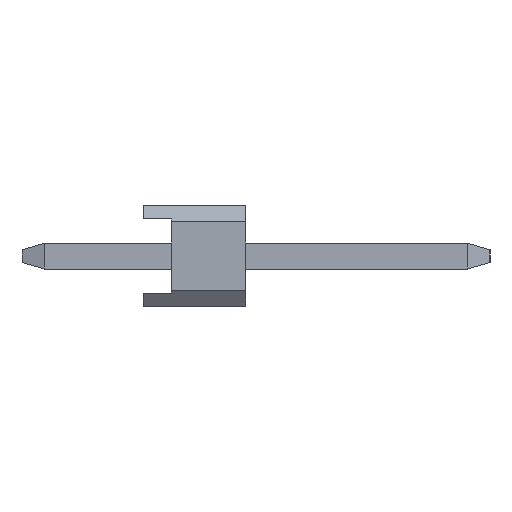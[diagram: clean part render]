
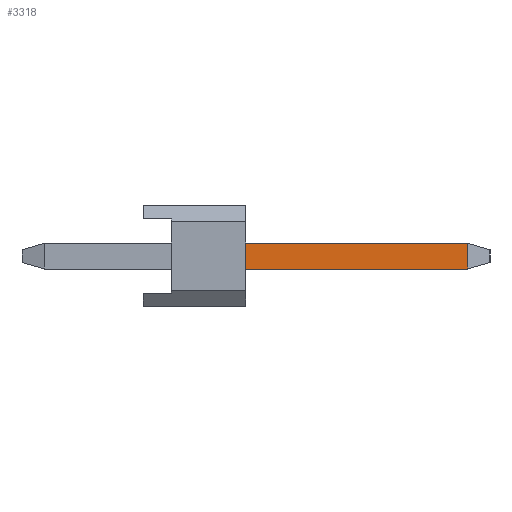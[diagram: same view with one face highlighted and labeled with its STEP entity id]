
A CAD part, left-side view. The second image highlights one B-rep face of the part: STEP entity #3318.
In plain terms, the highlighted planar face has unit normal (-1, 0, 0).
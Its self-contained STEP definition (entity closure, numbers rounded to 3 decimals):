
#2104=VERTEX_POINT('',#5523);
#2558=EDGE_CURVE('',#3808,#2104,#6029,.T.);
#3318=ADVANCED_FACE('',(#6870),#6871,.T.);
#3466=EDGE_CURVE('',#3924,#3808,#7035,.T.);
#3492=VERTEX_POINT('',#7064);
#3808=VERTEX_POINT('',#7428);
#3924=VERTEX_POINT('',#7554);
#4178=EDGE_CURVE('',#2104,#3492,#7826,.T.);
#4670=EDGE_CURVE('',#3492,#3924,#8364,.T.);
#5523=CARTESIAN_POINT('',(-13.02,-2.54,0.32));
#6029=LINE('',#10177,#10178);
#6870=FACE_OUTER_BOUND('',#11389,.T.);
#6871=PLANE('',#11390);
#7035=LINE('',#11635,#11636);
#7064=CARTESIAN_POINT('',(-13.02,-8.054,0.32));
#7428=CARTESIAN_POINT('',(-13.02,-2.54,-0.32));
#7554=CARTESIAN_POINT('',(-13.02,-8.054,-0.32));
#7826=LINE('',#12782,#12783);
#8364=LINE('',#13568,#13569);
#10177=CARTESIAN_POINT('',(-13.02,-2.54,0.252));
#10178=VECTOR('',#15148,1.0);
#11389=EDGE_LOOP('',(#16007,#16008,#16009,#16010));
#11390=AXIS2_PLACEMENT_3D('',#16011,#16012,#16013);
#11635=CARTESIAN_POINT('',(-13.02,2.454,-0.32));
#11636=VECTOR('',#16184,1.0);
#12782=CARTESIAN_POINT('',(-13.02,-2.8,0.32));
#12783=VECTOR('',#17056,1.0);
#13568=CARTESIAN_POINT('',(-13.02,-8.054,0.5));
#13569=VECTOR('',#17560,1.0);
#15148=DIRECTION('',(0.,0.,1.0));
#16007=ORIENTED_EDGE('',*,*,#2558,.F.);
#16008=ORIENTED_EDGE('',*,*,#3466,.F.);
#16009=ORIENTED_EDGE('',*,*,#4670,.F.);
#16010=ORIENTED_EDGE('',*,*,#4178,.F.);
#16011=CARTESIAN_POINT('',(-13.02,2.454,0.5));
#16012=DIRECTION('',(-1.0,0.,0.));
#16013=DIRECTION('',(0.,1.0,0.));
#16184=DIRECTION('',(0.,1.0,0.));
#17056=DIRECTION('',(0.,-1.0,0.));
#17560=DIRECTION('',(0.0,0.,-1.0));
